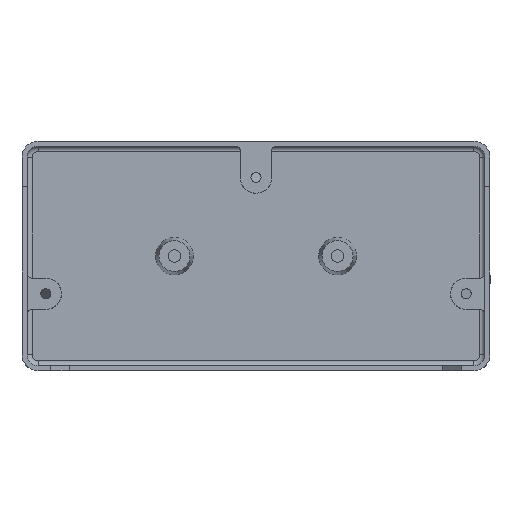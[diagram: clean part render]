
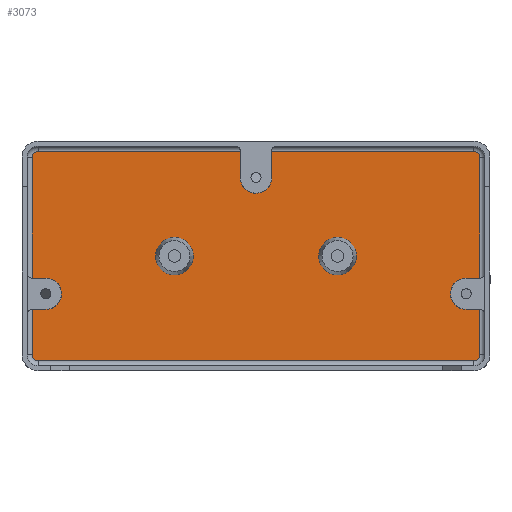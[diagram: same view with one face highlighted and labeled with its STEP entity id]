
A CAD part, top view. The second image highlights one B-rep face of the part: STEP entity #3073.
In plain terms, the highlighted planar face has unit normal (0, 0, 1).
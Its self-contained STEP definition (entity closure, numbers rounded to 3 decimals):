
#132=FACE_BOUND('',#538,.T.);
#133=FACE_BOUND('',#539,.T.);
#189=PLANE('',#3360);
#344=FACE_OUTER_BOUND('',#537,.T.);
#537=EDGE_LOOP('',(#2616,#2617,#2618,#2619,#2620,#2621,#2622,#2623));
#538=EDGE_LOOP('',(#2624));
#539=EDGE_LOOP('',(#2625));
#739=LINE('',#7241,#996);
#746=LINE('',#8504,#1003);
#759=LINE('',#9706,#1016);
#768=LINE('',#9730,#1025);
#996=VECTOR('',#3853,1.);
#1003=VECTOR('',#3896,1.);
#1016=VECTOR('',#3971,1.);
#1025=VECTOR('',#3998,1.);
#1113=CIRCLE('',#3152,6.);
#1115=CIRCLE('',#3156,6.);
#1181=CIRCLE('',#3285,2.);
#1193=CIRCLE('',#3305,2.);
#1208=CIRCLE('',#3335,2.);
#1214=CIRCLE('',#3361,2.);
#1248=VERTEX_POINT('',#4283);
#1250=VERTEX_POINT('',#4290);
#1412=VERTEX_POINT('',#7237);
#1413=VERTEX_POINT('',#7239);
#1416=VERTEX_POINT('',#7277);
#1427=VERTEX_POINT('',#8502);
#1428=VERTEX_POINT('',#8512);
#1447=VERTEX_POINT('',#9704);
#1452=VERTEX_POINT('',#9724);
#1453=VERTEX_POINT('',#9728);
#1531=EDGE_CURVE('',#1248,#1248,#1113,.T.);
#1534=EDGE_CURVE('',#1250,#1250,#1115,.T.);
#1767=EDGE_CURVE('',#1412,#1413,#739,.T.);
#1773=EDGE_CURVE('',#1416,#1412,#1181,.T.);
#1792=EDGE_CURVE('',#1427,#1416,#746,.T.);
#1798=EDGE_CURVE('',#1413,#1428,#1193,.T.);
#1830=EDGE_CURVE('',#1428,#1447,#759,.T.);
#1840=EDGE_CURVE('',#1447,#1452,#1208,.T.);
#1842=EDGE_CURVE('',#1452,#1453,#768,.T.);
#1873=EDGE_CURVE('',#1453,#1427,#1214,.T.);
#2616=ORIENTED_EDGE('',*,*,#1842,.T.);
#2617=ORIENTED_EDGE('',*,*,#1873,.T.);
#2618=ORIENTED_EDGE('',*,*,#1792,.T.);
#2619=ORIENTED_EDGE('',*,*,#1773,.T.);
#2620=ORIENTED_EDGE('',*,*,#1767,.T.);
#2621=ORIENTED_EDGE('',*,*,#1798,.T.);
#2622=ORIENTED_EDGE('',*,*,#1830,.T.);
#2623=ORIENTED_EDGE('',*,*,#1840,.T.);
#2624=ORIENTED_EDGE('',*,*,#1531,.T.);
#2625=ORIENTED_EDGE('',*,*,#1534,.T.);
#3073=ADVANCED_FACE('',(#344,#132,#133),#189,.T.);
#3152=AXIS2_PLACEMENT_3D('',#4285,#3455,#3456);
#3156=AXIS2_PLACEMENT_3D('',#4292,#3464,#3465);
#3285=AXIS2_PLACEMENT_3D('',#7279,#3865,#3866);
#3305=AXIS2_PLACEMENT_3D('',#8514,#3912,#3913);
#3335=AXIS2_PLACEMENT_3D('',#9726,#3992,#3993);
#3360=AXIS2_PLACEMENT_3D('',#9809,#4066,#4067);
#3361=AXIS2_PLACEMENT_3D('',#9810,#4068,#4069);
#3455=DIRECTION('center_axis',(0.,0.,-1.));
#3456=DIRECTION('ref_axis',(-1.,0.,0.));
#3464=DIRECTION('center_axis',(0.,0.,-1.));
#3465=DIRECTION('ref_axis',(-1.,0.,0.));
#3853=DIRECTION('',(-1.,0.,0.));
#3865=DIRECTION('center_axis',(0.,0.,1.));
#3866=DIRECTION('ref_axis',(1.,0.,0.));
#3896=DIRECTION('',(0.,1.,0.));
#3912=DIRECTION('center_axis',(0.,0.,1.));
#3913=DIRECTION('ref_axis',(0.,1.,0.));
#3971=DIRECTION('',(0.,-1.,0.));
#3992=DIRECTION('center_axis',(0.,0.,1.));
#3993=DIRECTION('ref_axis',(-1.,0.,0.));
#3998=DIRECTION('',(1.,0.,0.));
#4066=DIRECTION('center_axis',(0.,0.,1.));
#4067=DIRECTION('ref_axis',(1.,0.,0.));
#4068=DIRECTION('center_axis',(0.,0.,1.));
#4069=DIRECTION('ref_axis',(0.,-1.,0.));
#4283=CARTESIAN_POINT('',(-20.,0.,0.));
#4285=CARTESIAN_POINT('Origin',(-26.,0.,0.));
#4290=CARTESIAN_POINT('',(32.,0.,0.));
#4292=CARTESIAN_POINT('Origin',(26.,0.,0.));
#7237=CARTESIAN_POINT('',(69.4,33.4,0.));
#7239=CARTESIAN_POINT('',(-69.4,33.4,0.));
#7241=CARTESIAN_POINT('',(69.4,33.4,0.));
#7277=CARTESIAN_POINT('',(71.4,31.4,0.));
#7279=CARTESIAN_POINT('Origin',(69.4,31.4,0.));
#8502=CARTESIAN_POINT('',(71.4,-31.4,0.));
#8504=CARTESIAN_POINT('',(71.4,-31.4,0.));
#8512=CARTESIAN_POINT('',(-71.4,31.4,0.));
#8514=CARTESIAN_POINT('Origin',(-69.4,31.4,0.));
#9704=CARTESIAN_POINT('',(-71.4,-31.4,0.));
#9706=CARTESIAN_POINT('',(-71.4,31.4,0.));
#9724=CARTESIAN_POINT('',(-69.4,-33.4,0.));
#9726=CARTESIAN_POINT('Origin',(-69.4,-31.4,0.));
#9728=CARTESIAN_POINT('',(69.4,-33.4,0.));
#9730=CARTESIAN_POINT('',(-69.4,-33.4,0.));
#9809=CARTESIAN_POINT('Origin',(0.,0.,0.));
#9810=CARTESIAN_POINT('Origin',(69.4,-31.4,0.));
